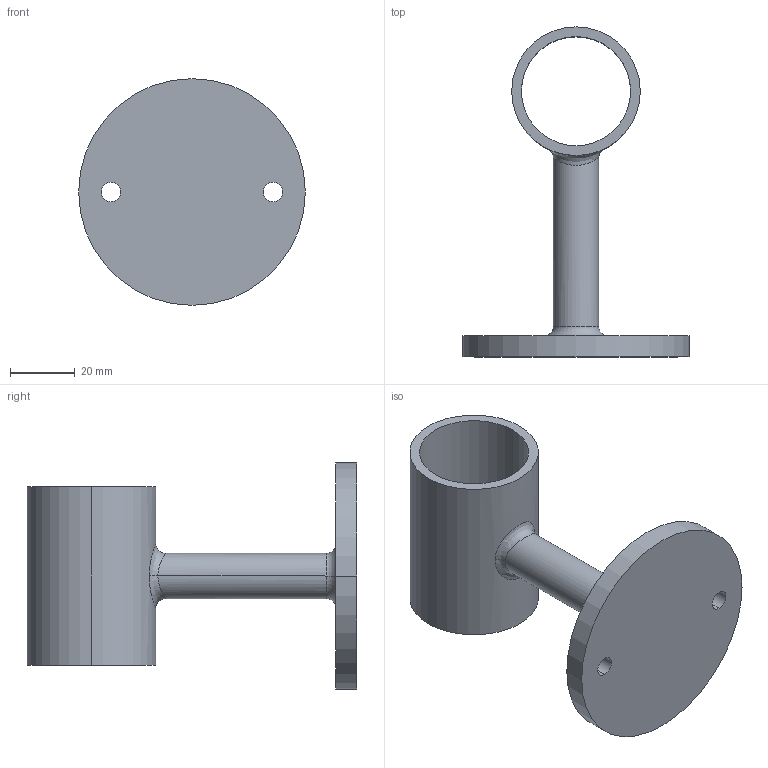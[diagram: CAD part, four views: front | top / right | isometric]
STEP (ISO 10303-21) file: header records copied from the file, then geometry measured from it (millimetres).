
FILE_DESCRIPTION (( 'STEP AP203' ), '1' );
FILE_NAME ('3D_GB3174_33.7_188702630.STEP', '2024-10-15T09:39:16', ( '' ), ( '' ), 'SwSTEP 2.0', 'SolidWorks 2024', '' );
FILE_SCHEMA (( 'CONFIG_CONTROL_DESIGN' ));
Length unit declared in the file: millimetre
Products named in the file (1): 3D_GB3174_33.7_188702630
Bounding box: 70 x 101.85 x 70 mm (x, y, z)
Volume: 52345.2 mm3; surface area: 24678.8 mm2
Topology: 1 solids, 1 shells, 24 faces, 54 edges, 34 vertices
Faces by surface type: cylinder 12, cone 4, plane 4, bspline 2, torus 2
Entity records: 1242 total; most frequent: CARTESIAN_POINT 604, DIRECTION 126, ORIENTED_EDGE 108, AXIS2_PLACEMENT_3D 55, EDGE_CURVE 54, VERTEX_POINT 34, CIRCLE 32, EDGE_LOOP 32
